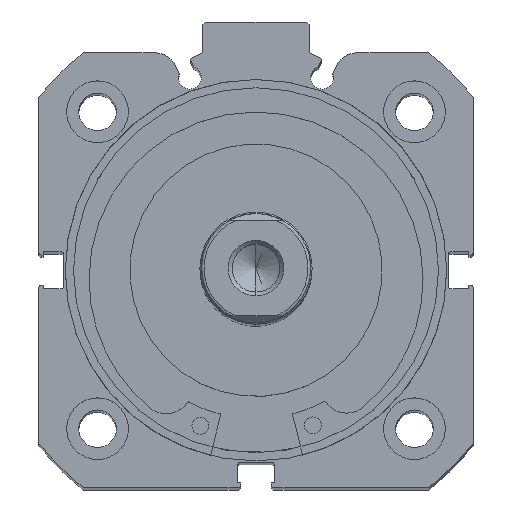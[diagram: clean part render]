
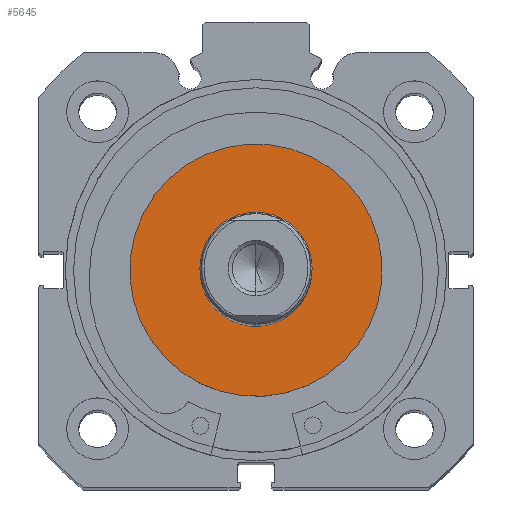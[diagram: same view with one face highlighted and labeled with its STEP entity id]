
A CAD part, top view. The second image highlights one B-rep face of the part: STEP entity #5645.
In plain terms, the highlighted face is planar.
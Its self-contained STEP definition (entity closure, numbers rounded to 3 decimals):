
#633 = EDGE_LOOP ( 'NONE', ( #5006, #7270 ) ) ;
#636 = EDGE_LOOP ( 'NONE', ( #5010, #5014 ) ) ;
#916 = FACE_BOUND ( 'NONE', #636, .T. ) ;
#927 = FACE_OUTER_BOUND ( 'NONE', #633, .T. ) ;
#1258 = VERTEX_POINT ( 'NONE', #1306 ) ;
#1260 = VERTEX_POINT ( 'NONE', #1314 ) ;
#1271 = VERTEX_POINT ( 'NONE', #1323 ) ;
#1280 = VERTEX_POINT ( 'NONE', #1332 ) ;
#1306 = CARTESIAN_POINT ( 'NONE',  ( 0., 0., 22.5 ) ) ;
#1314 = CARTESIAN_POINT ( 'NONE',  ( 0., 0., -22.5 ) ) ;
#1323 = CARTESIAN_POINT ( 'NONE',  ( 0., 0., -10. ) ) ;
#1332 = CARTESIAN_POINT ( 'NONE',  ( 0., 0., 10. ) ) ;
#1784 = CARTESIAN_POINT ( 'NONE',  ( 0., 22.5, 0. ) ) ;
#1785 = PLANE ( 'NONE',  #6342 ) ;
#1786 = DIRECTION ( 'NONE',  ( 1., 0., 0. ) ) ;
#1787 = DIRECTION ( 'NONE',  ( 0., 0., -1. ) ) ;
#3253 = CIRCLE ( 'NONE', #6672, 10. ) ;
#3259 = CIRCLE ( 'NONE', #6674, 22.5 ) ;
#3303 = CIRCLE ( 'NONE', #6679, 10. ) ;
#3308 = CIRCLE ( 'NONE', #6686, 22.5 ) ;
#4333 = CARTESIAN_POINT ( 'NONE',  ( 0., 0., 0. ) ) ;
#4340 = DIRECTION ( 'NONE',  ( -1., 0., 0. ) ) ;
#4341 = DIRECTION ( 'NONE',  ( 0., 0., 1. ) ) ;
#4345 = CARTESIAN_POINT ( 'NONE',  ( 0., 0., 0. ) ) ;
#4346 = DIRECTION ( 'NONE',  ( -1., 0., 0. ) ) ;
#4347 = DIRECTION ( 'NONE',  ( 0., 0., 1. ) ) ;
#4386 = CARTESIAN_POINT ( 'NONE',  ( 0., 0., 0. ) ) ;
#4392 = DIRECTION ( 'NONE',  ( -1., 0., 0. ) ) ;
#4393 = DIRECTION ( 'NONE',  ( 0., 0., 1. ) ) ;
#4397 = CARTESIAN_POINT ( 'NONE',  ( 0., 0., 0. ) ) ;
#4399 = DIRECTION ( 'NONE',  ( -1., 0., 0. ) ) ;
#4400 = DIRECTION ( 'NONE',  ( 0., 0., 1. ) ) ;
#5006 = ORIENTED_EDGE ( 'NONE', *, *, #6095, .T. ) ;
#5010 = ORIENTED_EDGE ( 'NONE', *, *, #6073, .F. ) ;
#5014 = ORIENTED_EDGE ( 'NONE', *, *, #6093, .F. ) ;
#5645 = ADVANCED_FACE ( 'NONE', ( #916, #927 ), #1785, .F. ) ;
#6073 = EDGE_CURVE ( 'NONE', #1280, #1271, #3253, .T. ) ;
#6075 = EDGE_CURVE ( 'NONE', #1260, #1258, #3259, .T. ) ;
#6093 = EDGE_CURVE ( 'NONE', #1271, #1280, #3303, .T. ) ;
#6095 = EDGE_CURVE ( 'NONE', #1258, #1260, #3308, .T. ) ;
#6342 = AXIS2_PLACEMENT_3D ( 'NONE', #1784, #1786, #1787 ) ;
#6672 = AXIS2_PLACEMENT_3D ( 'NONE', #4333, #4340, #4341 ) ;
#6674 = AXIS2_PLACEMENT_3D ( 'NONE', #4345, #4346, #4347 ) ;
#6679 = AXIS2_PLACEMENT_3D ( 'NONE', #4386, #4392, #4393 ) ;
#6686 = AXIS2_PLACEMENT_3D ( 'NONE', #4397, #4399, #4400 ) ;
#7270 = ORIENTED_EDGE ( 'NONE', *, *, #6075, .T. ) ;
